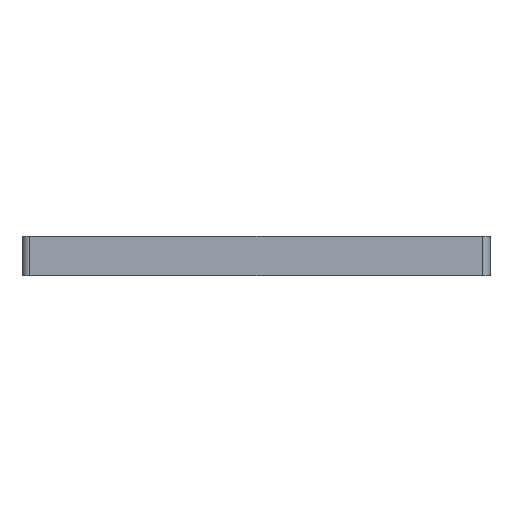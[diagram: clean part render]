
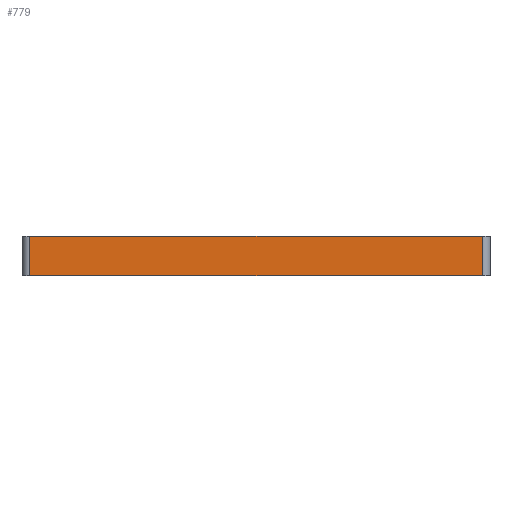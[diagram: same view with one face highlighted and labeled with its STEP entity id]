
A CAD part, left-side view. The second image highlights one B-rep face of the part: STEP entity #779.
In plain terms, the highlighted planar face has unit normal (-1, 0, 0).
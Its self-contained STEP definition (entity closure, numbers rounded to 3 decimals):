
#109 = EDGE_LOOP ( 'NONE', ( #318, #1410, #826, #1224 ) ) ;
#110 = CARTESIAN_POINT ( 'NONE',  ( -15., 0., 2.5 ) ) ;
#179 = DIRECTION ( 'NONE',  ( 0., 0., -1. ) ) ;
#205 = VERTEX_POINT ( 'NONE', #1392 ) ;
#241 = VERTEX_POINT ( 'NONE', #963 ) ;
#318 = ORIENTED_EDGE ( 'NONE', *, *, #473, .T. ) ;
#330 = LINE ( 'NONE', #110, #857 ) ;
#376 = VECTOR ( 'NONE', #621, 1000. ) ;
#394 = LINE ( 'NONE', #537, #1212 ) ;
#473 = EDGE_CURVE ( 'NONE', #241, #729, #1120, .T. ) ;
#492 = AXIS2_PLACEMENT_3D ( 'NONE', #854, #763, #737 ) ;
#537 = CARTESIAN_POINT ( 'NONE',  ( -15., 14.5, 0. ) ) ;
#560 = CARTESIAN_POINT ( 'NONE',  ( -15., 0., 0. ) ) ;
#594 = CARTESIAN_POINT ( 'NONE',  ( -15., -14.5, 2.5 ) ) ;
#621 = DIRECTION ( 'NONE',  ( 0., 0., 1. ) ) ;
#697 = VERTEX_POINT ( 'NONE', #964 ) ;
#729 = VERTEX_POINT ( 'NONE', #1386 ) ;
#737 = DIRECTION ( 'NONE',  ( 0., 0., -1. ) ) ;
#759 = EDGE_CURVE ( 'NONE', #205, #241, #394, .T. ) ;
#763 = DIRECTION ( 'NONE',  ( 1., 0., 0. ) ) ;
#779 = ADVANCED_FACE ( 'NONE', ( #1090 ), #1295, .F. ) ;
#826 = ORIENTED_EDGE ( 'NONE', *, *, #1403, .F. ) ;
#827 = LINE ( 'NONE', #594, #376 ) ;
#854 = CARTESIAN_POINT ( 'NONE',  ( -15., 0., 2.5 ) ) ;
#857 = VECTOR ( 'NONE', #1443, 1000. ) ;
#906 = DIRECTION ( 'NONE',  ( 0., -1., 0. ) ) ;
#963 = CARTESIAN_POINT ( 'NONE',  ( -15., 14.5, 0. ) ) ;
#964 = CARTESIAN_POINT ( 'NONE',  ( -15., -14.5, 2.5 ) ) ;
#1024 = VECTOR ( 'NONE', #906, 1000. ) ;
#1090 = FACE_OUTER_BOUND ( 'NONE', #109, .T. ) ;
#1120 = LINE ( 'NONE', #560, #1024 ) ;
#1212 = VECTOR ( 'NONE', #179, 1000. ) ;
#1224 = ORIENTED_EDGE ( 'NONE', *, *, #759, .T. ) ;
#1295 = PLANE ( 'NONE',  #492 ) ;
#1386 = CARTESIAN_POINT ( 'NONE',  ( -15., -14.5, 0. ) ) ;
#1392 = CARTESIAN_POINT ( 'NONE',  ( -15., 14.5, 2.5 ) ) ;
#1403 = EDGE_CURVE ( 'NONE', #205, #697, #330, .T. ) ;
#1410 = ORIENTED_EDGE ( 'NONE', *, *, #1433, .T. ) ;
#1433 = EDGE_CURVE ( 'NONE', #729, #697, #827, .T. ) ;
#1443 = DIRECTION ( 'NONE',  ( 0., -1., 0. ) ) ;
